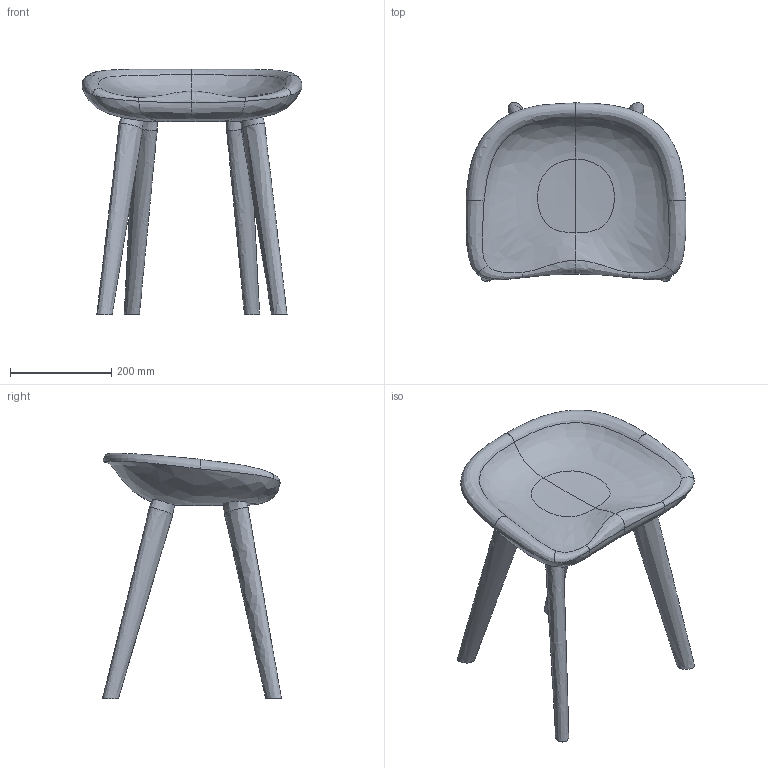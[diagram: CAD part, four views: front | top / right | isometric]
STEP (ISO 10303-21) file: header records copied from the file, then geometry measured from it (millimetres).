
FILE_DESCRIPTION(/* description */ (''),/* implementation_level */ '2;1');
FILE_NAME(/* name */ 'Tractor_CB-21_3D',/* time_stamp */ '2023-10-06T12:09:48+02:00',/* author */ (''),/* organization */ (''),/* preprocessor_version */ 'ST-DEVELOPER v16.5',/* originating_system */ 'Rhino 7.31',/* authorisation */ '');
FILE_SCHEMA (('AUTOMOTIVE_DESIGN'));
Length unit declared in the file: centimetre
Products named in the file (2): Document; Tractor_CB-21
Assembly tree (1 placements, depth 2):
  Document
    Tractor_CB-21
Bounding box: 435.53 x 354.55 x 486.16 mm (x, y, z)
Volume: 933738.8 mm3; surface area: 536160.4 mm2
Topology: 2 solids, 9 shells, 38 faces, 68 edges, 42 vertices
Faces by surface type: bspline 28, plane 10
Entity records: 5190 total; most frequent: CARTESIAN_POINT 4585, ORIENTED_EDGE 128, EDGE_CURVE 68, B_SPLINE_CURVE_WITH_KNOTS 50, VERTEX_POINT 42, EDGE_LOOP 40, ADVANCED_FACE 38, FACE_OUTER_BOUND 38
